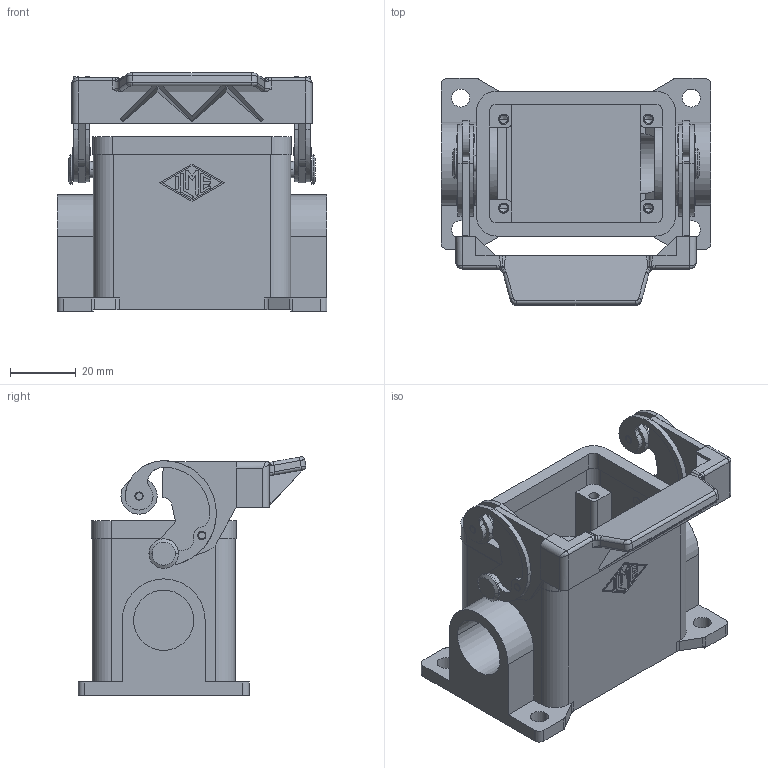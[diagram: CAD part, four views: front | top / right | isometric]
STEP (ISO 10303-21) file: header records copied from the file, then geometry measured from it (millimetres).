
FILE_DESCRIPTION(('CoCreate Modeling STEP Export'),'2;1');
FILE_NAME('CHPT 06_4 L.igs.stp','2011-03-04T10:09:54',(''),(''),'CoCreate Modeling STEP processor for AP214 (Solid Model)','CoCreate Modeling 16.00A 16-Aug-2008 (C) Parametric Technology GmbH','');
FILE_SCHEMA(('AUTOMOTIVE_DESIGN { 1 0 10303 214 1 1 1 1 }'));
Length unit declared in the file: millimetre
Products named in the file (1): CHPT_06.4_L
Bounding box: 82 x 69.2 x 72.42 mm (x, y, z)
Volume: 75935.6 mm3; surface area: 39482.4 mm2
Topology: 1 solids, 3 shells, 489 faces, 1341 edges, 879 vertices
Faces by surface type: plane 226, cylinder 211, torus 18, bspline 16, cone 14, sphere 4
Entity records: 19497 total; most frequent: CARTESIAN_POINT 3914, ORIENTED_EDGE 2658, DIRECTION 2232, EDGE_CURVE 1329, VERTEX_POINT 879, AXIS2_PLACEMENT_3D 763, VECTOR 706, LINE 706
